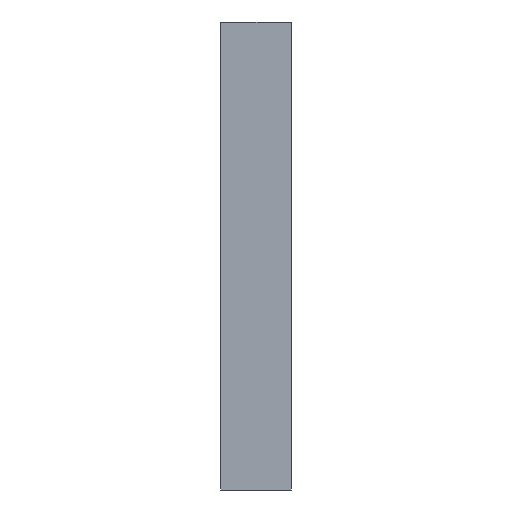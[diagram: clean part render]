
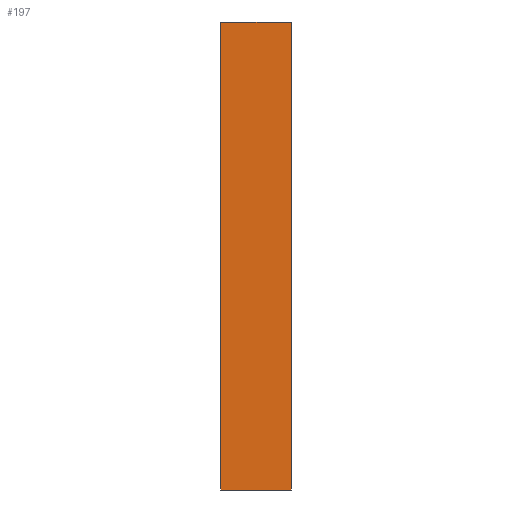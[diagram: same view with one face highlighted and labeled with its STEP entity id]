
A CAD part, left-side view. The second image highlights one B-rep face of the part: STEP entity #197.
In plain terms, the highlighted planar face has unit normal (-1, 0, 0).
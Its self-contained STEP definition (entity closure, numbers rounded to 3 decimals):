
#110=CARTESIAN_POINT('',(-56.,-3.,-10.));
#111=VERTEX_POINT('',#110);
#126=CARTESIAN_POINT('',(-56.,-3.,10.));
#127=VERTEX_POINT('',#126);
#134=CARTESIAN_POINT('',(-56.,-3.,-10.));
#135=DIRECTION('',(0.,0.,1.));
#136=VECTOR('',#135,20.);
#137=LINE('',#134,#136);
#138=EDGE_CURVE('',#111,#127,#137,.T.);
#157=CARTESIAN_POINT('',(-56.,-0.,-10.));
#158=VERTEX_POINT('',#157);
#159=CARTESIAN_POINT('',(-56.,-0.,-10.));
#160=DIRECTION('',(0.,-1.,0.));
#161=VECTOR('',#160,3.);
#162=LINE('',#159,#161);
#163=EDGE_CURVE('',#158,#111,#162,.T.);
#174=CARTESIAN_POINT('',(-56.,-0.,0.));
#175=DIRECTION('',(-1.,-0.,0.));
#176=DIRECTION('',(0.,-1.,0.));
#177=AXIS2_PLACEMENT_3D('',#174,#175,#176);
#178=PLANE('',#177);
#179=ORIENTED_EDGE('',*,*,#163,.T.);
#180=ORIENTED_EDGE('',*,*,#138,.T.);
#181=CARTESIAN_POINT('',(-56.,-0.,10.));
#182=VERTEX_POINT('',#181);
#183=CARTESIAN_POINT('',(-56.,-0.,10.));
#184=DIRECTION('',(0.,-1.,0.));
#185=VECTOR('',#184,3.);
#186=LINE('',#183,#185);
#187=EDGE_CURVE('',#182,#127,#186,.T.);
#188=ORIENTED_EDGE('',*,*,#187,.F.);
#189=CARTESIAN_POINT('',(-56.,-0.,10.));
#190=DIRECTION('',(0.,-0.,-1.));
#191=VECTOR('',#190,20.);
#192=LINE('',#189,#191);
#193=EDGE_CURVE('',#182,#158,#192,.T.);
#194=ORIENTED_EDGE('',*,*,#193,.T.);
#195=EDGE_LOOP('',(#179,#180,#188,#194));
#196=FACE_BOUND('',#195,.T.);
#197=ADVANCED_FACE('',(#196),#178,.T.);
